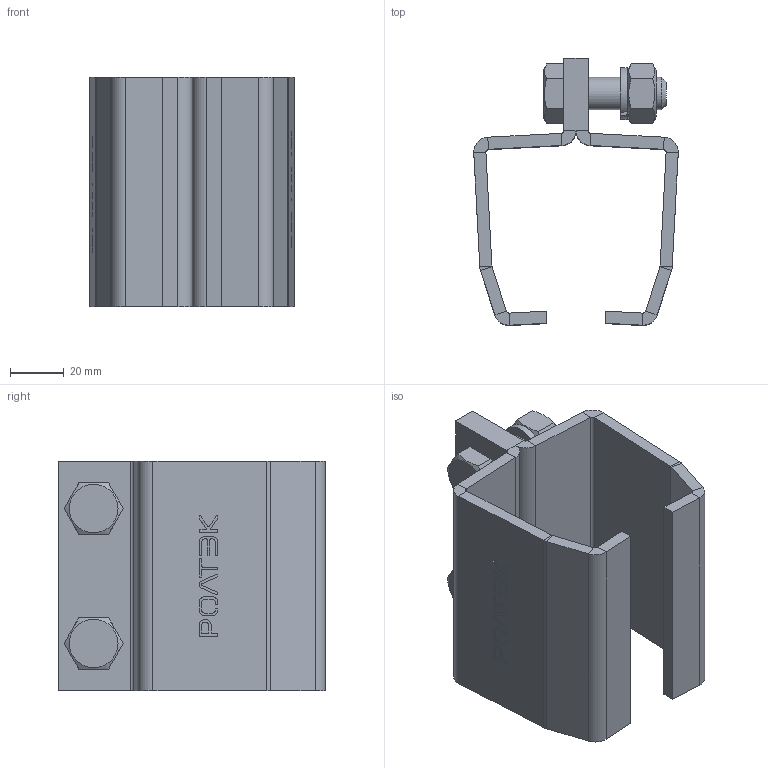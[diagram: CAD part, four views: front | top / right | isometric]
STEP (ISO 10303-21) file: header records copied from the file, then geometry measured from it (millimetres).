
FILE_DESCRIPTION(('STEP AP203'), '1');
FILE_NAME('270.RC59 Çàõâàò RC59 áàçîâûé', '', ('UNSPECIFIED'), ('UNSPECIFIED'), 'ASCON STEP Converter 1.3', 'ASCON Math Kernel', '');
FILE_SCHEMA(('CONFIG_CONTROL_DESIGN'));
Length unit declared in the file: millimetre
Products named in the file (1): 270.RC59
Bounding box: 75.79 x 98.92 x 85 mm (x, y, z)
Volume: 124805.7 mm3; surface area: 54528.3 mm2
Topology: 1 solids, 1 shells, 373 faces, 967 edges, 618 vertices
Faces by surface type: plane 223, cylinder 140, cone 8, torus 2
Full cylindrical faces by diameter (mm): 12 x4, 13 x2
Entity records: 15723 total; most frequent: CARTESIAN_POINT 3481, DIRECTION 1947, ORIENTED_EDGE 1902, EDGE_CURVE 951, AXIS2_PLACEMENT_3D 666, VERTEX_POINT 618, LINE 615, VECTOR 615
